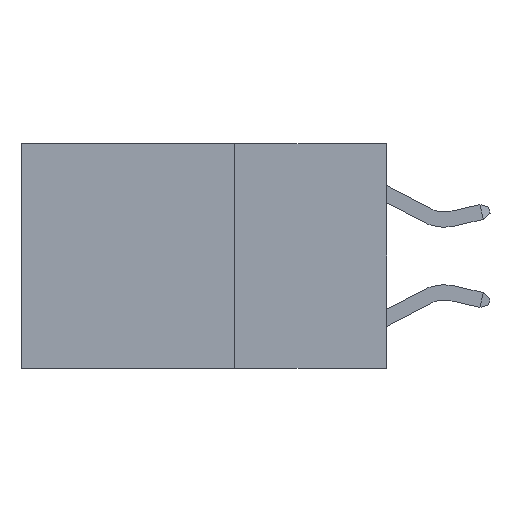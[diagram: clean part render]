
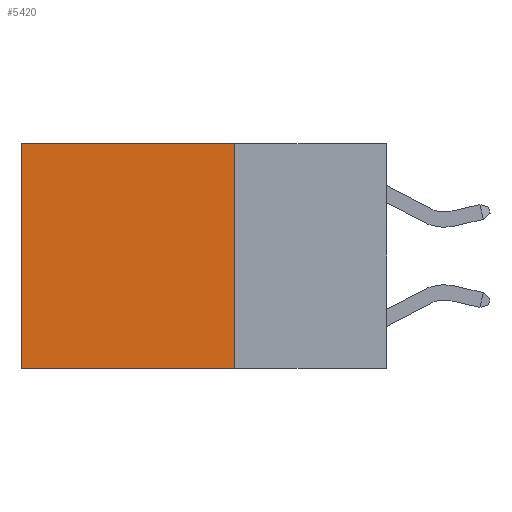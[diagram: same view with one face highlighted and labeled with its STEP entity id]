
A CAD part, left-side view. The second image highlights one B-rep face of the part: STEP entity #5420.
In plain terms, the highlighted planar face has unit normal (-1, 0, 0).
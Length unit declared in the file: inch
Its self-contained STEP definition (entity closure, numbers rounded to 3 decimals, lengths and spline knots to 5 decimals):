
#625 = CARTESIAN_POINT ( 'NONE',  ( 0.2625, 0.25, -0.37 ) ) ;
#921 = EDGE_CURVE ( 'NONE', #12770, #6498, #9577, .T. ) ;
#1267 = CARTESIAN_POINT ( 'NONE',  ( 0.2625, 0.25, 0. ) ) ;
#1290 = AXIS2_PLACEMENT_3D ( 'NONE', #4134, #13194, #6741 ) ;
#1317 = EDGE_CURVE ( 'NONE', #3057, #12770, #7768, .T. ) ;
#2144 = DIRECTION ( 'NONE',  ( 0., 0., -1. ) ) ;
#2345 = VECTOR ( 'NONE', #12854, 39.37008 ) ;
#3057 = VERTEX_POINT ( 'NONE', #4540 ) ;
#3158 = ORIENTED_EDGE ( 'NONE', *, *, #3670, .T. ) ;
#3576 = VECTOR ( 'NONE', #4064, 39.37008 ) ;
#3670 = EDGE_CURVE ( 'NONE', #4751, #6498, #11419, .T. ) ;
#4064 = DIRECTION ( 'NONE',  ( 0., 1., 0. ) ) ;
#4113 = FACE_OUTER_BOUND ( 'NONE', #7535, .T. ) ;
#4134 = CARTESIAN_POINT ( 'NONE',  ( 0.2625, 0.25, 0. ) ) ;
#4166 = LINE ( 'NONE', #16592, #3576 ) ;
#4540 = CARTESIAN_POINT ( 'NONE',  ( 0.2625, 0.25, 0. ) ) ;
#4751 = VERTEX_POINT ( 'NONE', #14452 ) ;
#5420 = ADVANCED_FACE ( 'NONE', ( #4113 ), #11867, .F. ) ;
#5989 = CARTESIAN_POINT ( 'NONE',  ( 0.2625, 0.6, 0. ) ) ;
#6184 = VECTOR ( 'NONE', #2144, 39.37008 ) ;
#6498 = VERTEX_POINT ( 'NONE', #13702 ) ;
#6741 = DIRECTION ( 'NONE',  ( 0., 0., -1. ) ) ;
#7391 = ORIENTED_EDGE ( 'NONE', *, *, #1317, .F. ) ;
#7535 = EDGE_LOOP ( 'NONE', ( #3158, #12116, #7391, #9000 ) ) ;
#7768 = LINE ( 'NONE', #1267, #2345 ) ;
#8583 = VECTOR ( 'NONE', #12101, 39.37008 ) ;
#9000 = ORIENTED_EDGE ( 'NONE', *, *, #10786, .T. ) ;
#9577 = LINE ( 'NONE', #625, #8583 ) ;
#10786 = EDGE_CURVE ( 'NONE', #3057, #4751, #4166, .T. ) ;
#11419 = LINE ( 'NONE', #5989, #6184 ) ;
#11867 = PLANE ( 'NONE',  #1290 ) ;
#12101 = DIRECTION ( 'NONE',  ( 0., 1., 0. ) ) ;
#12116 = ORIENTED_EDGE ( 'NONE', *, *, #921, .F. ) ;
#12770 = VERTEX_POINT ( 'NONE', #14268 ) ;
#12854 = DIRECTION ( 'NONE',  ( 0., 0., -1. ) ) ;
#13194 = DIRECTION ( 'NONE',  ( 1., 0., 0. ) ) ;
#13702 = CARTESIAN_POINT ( 'NONE',  ( 0.2625, 0.6, -0.37 ) ) ;
#14268 = CARTESIAN_POINT ( 'NONE',  ( 0.2625, 0.25, -0.37 ) ) ;
#14452 = CARTESIAN_POINT ( 'NONE',  ( 0.2625, 0.6, 0. ) ) ;
#16592 = CARTESIAN_POINT ( 'NONE',  ( 0.2625, 0.25, 0. ) ) ;
